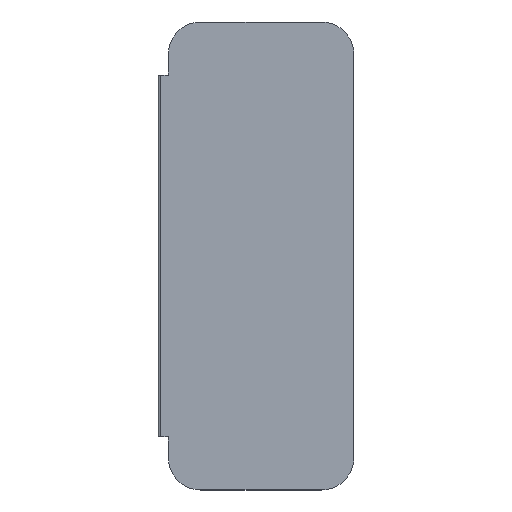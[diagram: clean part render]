
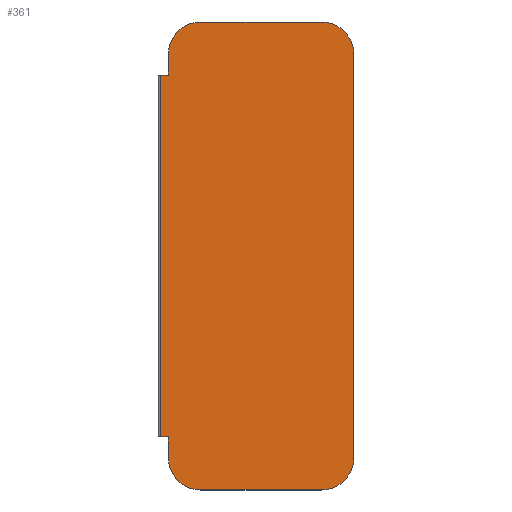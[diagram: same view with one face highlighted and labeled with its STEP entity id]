
A CAD part, top view. The second image highlights one B-rep face of the part: STEP entity #361.
In plain terms, the highlighted planar face has unit normal (0, 0, 1).
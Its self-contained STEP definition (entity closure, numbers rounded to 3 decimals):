
#32=CARTESIAN_POINT('',(22.76,13.375,-2.));
#33=VERTEX_POINT('',#32);
#42=CARTESIAN_POINT('',(22.76,14.9,-2.));
#43=VERTEX_POINT('',#42);
#44=CARTESIAN_POINT('',(22.76,13.375,-2.));
#45=DIRECTION('',(0.,1.,0.));
#46=VECTOR('',#45,1.525);
#47=LINE('',#44,#46);
#48=EDGE_CURVE('',#33,#43,#47,.T.);
#83=CARTESIAN_POINT('',(25.16,-17.3,-2.));
#84=VERTEX_POINT('',#83);
#91=CARTESIAN_POINT('',(22.76,-14.9,-2.));
#92=VERTEX_POINT('',#91);
#93=CARTESIAN_POINT('',(25.16,-14.9,-2.));
#94=DIRECTION('',(0.,0.,-1.));
#95=DIRECTION('',(1.,0.,0.));
#96=AXIS2_PLACEMENT_3D('',#93,#94,#95);
#97=CIRCLE('',#96,2.4);
#98=EDGE_CURVE('',#84,#92,#97,.T.);
#116=CARTESIAN_POINT('',(22.76,-13.375,-2.));
#117=VERTEX_POINT('',#116);
#131=CARTESIAN_POINT('',(22.76,-14.9,-2.));
#132=DIRECTION('',(0.,1.,0.));
#133=VECTOR('',#132,1.525);
#134=LINE('',#131,#133);
#135=EDGE_CURVE('',#92,#117,#134,.T.);
#155=CARTESIAN_POINT('',(25.16,17.3,-2.));
#156=VERTEX_POINT('',#155);
#157=CARTESIAN_POINT('',(25.16,14.9,-2.));
#158=DIRECTION('',(0.,0.,-1.));
#159=DIRECTION('',(1.,0.,0.));
#160=AXIS2_PLACEMENT_3D('',#157,#158,#159);
#161=CIRCLE('',#160,2.4);
#162=EDGE_CURVE('',#43,#156,#161,.T.);
#187=CARTESIAN_POINT('',(34.09,17.3,-2.));
#188=VERTEX_POINT('',#187);
#189=CARTESIAN_POINT('',(25.16,17.3,-2.));
#190=DIRECTION('',(1.,0.,0.));
#191=VECTOR('',#190,8.93);
#192=LINE('',#189,#191);
#193=EDGE_CURVE('',#156,#188,#192,.T.);
#219=CARTESIAN_POINT('',(36.49,14.9,-2.));
#220=VERTEX_POINT('',#219);
#221=CARTESIAN_POINT('',(34.09,14.9,-2.));
#222=DIRECTION('',(0.,0.,-1.));
#223=DIRECTION('',(1.,0.,0.));
#224=AXIS2_PLACEMENT_3D('',#221,#222,#223);
#225=CIRCLE('',#224,2.4);
#226=EDGE_CURVE('',#188,#220,#225,.T.);
#251=CARTESIAN_POINT('',(36.49,-14.9,-2.));
#252=VERTEX_POINT('',#251);
#253=CARTESIAN_POINT('',(36.49,14.9,-2.));
#254=DIRECTION('',(0.,-1.,0.));
#255=VECTOR('',#254,29.8);
#256=LINE('',#253,#255);
#257=EDGE_CURVE('',#220,#252,#256,.T.);
#283=CARTESIAN_POINT('',(34.09,-17.3,-2.));
#284=VERTEX_POINT('',#283);
#285=CARTESIAN_POINT('',(34.09,-14.9,-2.));
#286=DIRECTION('',(0.,0.,-1.));
#287=DIRECTION('',(1.,0.,0.));
#288=AXIS2_PLACEMENT_3D('',#285,#286,#287);
#289=CIRCLE('',#288,2.4);
#290=EDGE_CURVE('',#252,#284,#289,.T.);
#313=CARTESIAN_POINT('',(34.09,-17.3,-2.));
#314=DIRECTION('',(-1.,-0.,0.));
#315=VECTOR('',#314,8.93);
#316=LINE('',#313,#315);
#317=EDGE_CURVE('',#284,#84,#316,.T.);
#323=CARTESIAN_POINT('',(-4.651,-0.,-2.));
#324=DIRECTION('',(0.,0.,-1.));
#325=DIRECTION('',(-1.,-0.,0.));
#326=AXIS2_PLACEMENT_3D('',#323,#324,#325);
#327=PLANE('',#326);
#328=CARTESIAN_POINT('',(22.206,13.375,-2.));
#329=VERTEX_POINT('',#328);
#330=CARTESIAN_POINT('',(22.206,13.375,-2.));
#331=DIRECTION('',(1.,-0.,0.));
#332=VECTOR('',#331,0.554);
#333=LINE('',#330,#332);
#334=EDGE_CURVE('',#329,#33,#333,.T.);
#335=ORIENTED_EDGE('',*,*,#334,.F.);
#336=CARTESIAN_POINT('',(22.206,-13.375,-2.));
#337=VERTEX_POINT('',#336);
#338=CARTESIAN_POINT('',(22.206,13.375,-2.));
#339=DIRECTION('',(-0.,-1.,-0.));
#340=VECTOR('',#339,26.75);
#341=LINE('',#338,#340);
#342=EDGE_CURVE('',#329,#337,#341,.T.);
#343=ORIENTED_EDGE('',*,*,#342,.T.);
#344=CARTESIAN_POINT('',(22.206,-13.375,-2.));
#345=DIRECTION('',(1.,-0.,0.));
#346=VECTOR('',#345,0.554);
#347=LINE('',#344,#346);
#348=EDGE_CURVE('',#337,#117,#347,.T.);
#349=ORIENTED_EDGE('',*,*,#348,.T.);
#350=ORIENTED_EDGE('',*,*,#135,.F.);
#351=ORIENTED_EDGE('',*,*,#98,.F.);
#352=ORIENTED_EDGE('',*,*,#317,.F.);
#353=ORIENTED_EDGE('',*,*,#290,.F.);
#354=ORIENTED_EDGE('',*,*,#257,.F.);
#355=ORIENTED_EDGE('',*,*,#226,.F.);
#356=ORIENTED_EDGE('',*,*,#193,.F.);
#357=ORIENTED_EDGE('',*,*,#162,.F.);
#358=ORIENTED_EDGE('',*,*,#48,.F.);
#359=EDGE_LOOP('',(#335,#343,#349,#350,#351,#352,#353,#354,#355,#356,#357,#358));
#360=FACE_BOUND('',#359,.T.);
#361=ADVANCED_FACE('',(#360),#327,.F.);
